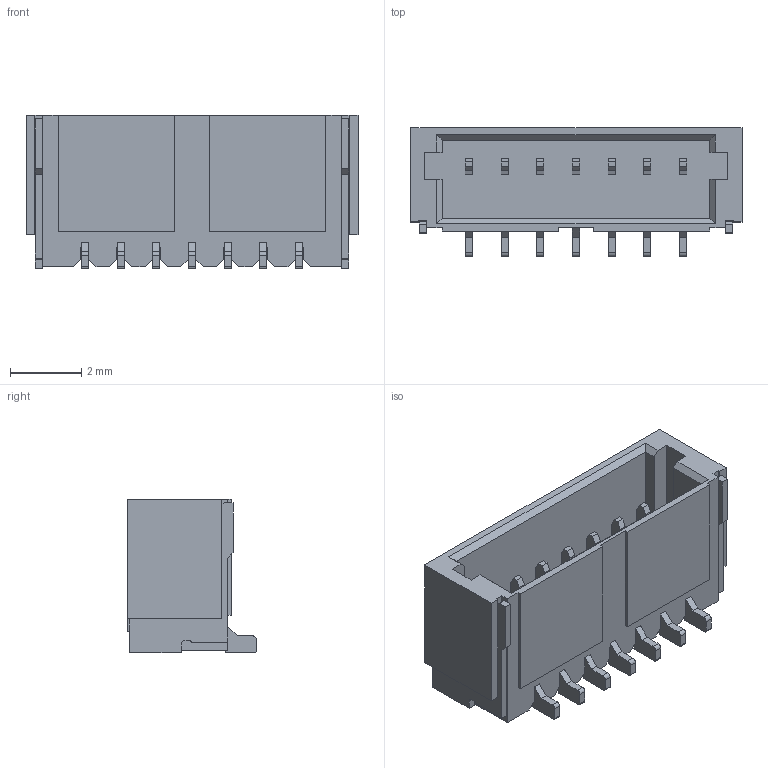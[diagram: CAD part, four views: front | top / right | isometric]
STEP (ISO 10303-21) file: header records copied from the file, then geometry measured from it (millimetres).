
FILE_DESCRIPTION((''),'2;1');
FILE_NAME('C-1734595-7','2009-01-29T',('workeradm'),('Tyco Electronics Corporation'),'PRO/ENGINEER BY PARAMETRIC TECHNOLOGY CORPORATION, 2005450','PRO/ENGINEER BY PARAMETRIC TECHNOLOGY CORPORATION, 2005450','');
FILE_SCHEMA(('CONFIG_CONTROL_DESIGN', 'GEOMETRIC_VALIDATION_PROPERTIES_MIM'));
Length unit declared in the file: millimetre
Products named in the file (1): C-1734595-7
Bounding box: 9.3 x 3.6 x 4.3 mm (x, y, z)
Volume: 57.5 mm3; surface area: 284 mm2
Topology: 1 solids, 1 shells, 258 faces, 740 edges, 492 vertices
Faces by surface type: plane 233, cylinder 25
Entity records: 8431 total; most frequent: CARTESIAN_POINT 1491, ORIENTED_EDGE 1480, DIRECTION 1306, EDGE_CURVE 740, VECTOR 690, LINE 690, VERTEX_POINT 492, AXIS2_PLACEMENT_3D 308
